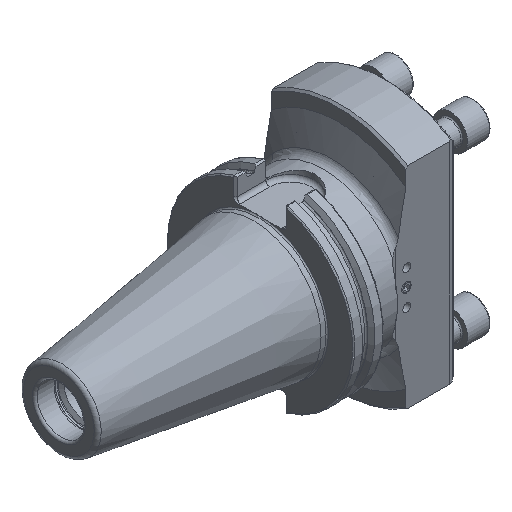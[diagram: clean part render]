
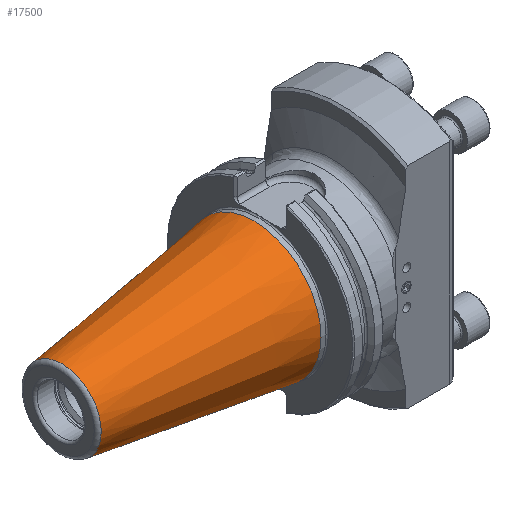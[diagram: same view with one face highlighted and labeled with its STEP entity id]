
A CAD part, isometric view. The second image highlights one B-rep face of the part: STEP entity #17500.
In plain terms, the highlighted conical face has half-angle 8.297 degrees and reference radius 34.925 mm.
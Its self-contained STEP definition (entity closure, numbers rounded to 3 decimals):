
#503 = CARTESIAN_POINT ( 'NONE',  ( 0., 0., 34.925 ) ) ;
#1333 = EDGE_LOOP ( 'NONE', ( #7656 ) ) ;
#1742 = EDGE_LOOP ( 'NONE', ( #21765 ) ) ;
#2361 = CIRCLE ( 'NONE', #16034, 34.925 ) ;
#2913 = FACE_BOUND ( 'NONE', #1333, .T. ) ;
#5610 = FACE_OUTER_BOUND ( 'NONE', #1742, .T. ) ;
#6861 = VERTEX_POINT ( 'NONE', #503 ) ;
#7323 = EDGE_CURVE ( 'NONE', #6861, #6861, #2361, .T. ) ;
#7452 = AXIS2_PLACEMENT_3D ( 'NONE', #15913, #19769, #22026 ) ;
#7653 = AXIS2_PLACEMENT_3D ( 'NONE', #14737, #8473, #17936 ) ;
#7656 = ORIENTED_EDGE ( 'NONE', *, *, #14160, .F. ) ;
#8473 = DIRECTION ( 'NONE',  ( 1., 0., 0. ) ) ;
#10016 = CARTESIAN_POINT ( 'NONE',  ( -99.889, 0., 20.358 ) ) ;
#12466 = CONICAL_SURFACE ( 'NONE', #7653, 34.925, 0.145 ) ;
#12797 = CARTESIAN_POINT ( 'NONE',  ( 0., 0., 0. ) ) ;
#14160 = EDGE_CURVE ( 'NONE', #16116, #16116, #22793, .T. ) ;
#14627 = DIRECTION ( 'NONE',  ( 0., 0., 1. ) ) ;
#14737 = CARTESIAN_POINT ( 'NONE',  ( 0., 0., 0. ) ) ;
#15913 = CARTESIAN_POINT ( 'NONE',  ( -99.889, 0., 0. ) ) ;
#16034 = AXIS2_PLACEMENT_3D ( 'NONE', #12797, #22352, #14627 ) ;
#16116 = VERTEX_POINT ( 'NONE', #10016 ) ;
#17500 = ADVANCED_FACE ( 'NONE', ( #2913, #5610 ), #12466, .T. ) ;
#17936 = DIRECTION ( 'NONE',  ( 0., 0., -1. ) ) ;
#19769 = DIRECTION ( 'NONE',  ( -1., 0., 0. ) ) ;
#21765 = ORIENTED_EDGE ( 'NONE', *, *, #7323, .T. ) ;
#22026 = DIRECTION ( 'NONE',  ( 0., 0., 1. ) ) ;
#22352 = DIRECTION ( 'NONE',  ( -1., 0., 0. ) ) ;
#22793 = CIRCLE ( 'NONE', #7452, 20.358 ) ;
